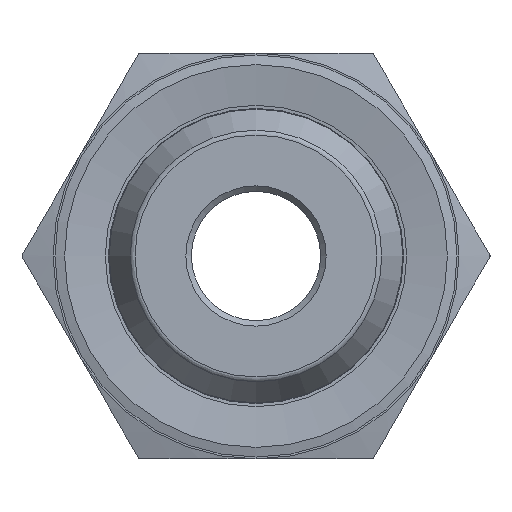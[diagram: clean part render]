
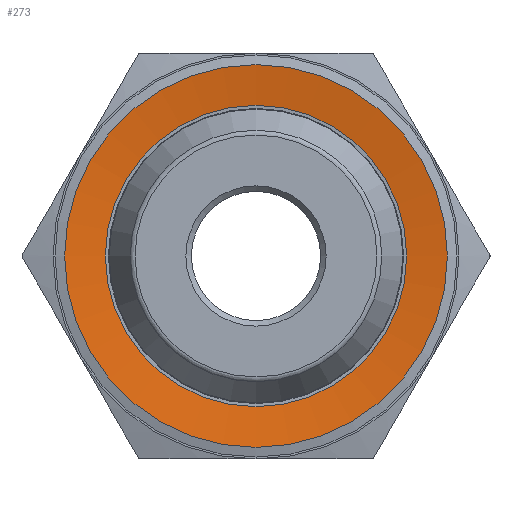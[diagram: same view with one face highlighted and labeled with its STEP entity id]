
A CAD part, left-side view. The second image highlights one B-rep face of the part: STEP entity #273.
In plain terms, the highlighted conical face has half-angle 82 degrees and reference radius 10.375 mm.
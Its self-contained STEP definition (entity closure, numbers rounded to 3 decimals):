
#109=CONICAL_SURFACE('',#888,10.375,82.);
#141=FACE_BOUND('',#377,.T.);
#142=FACE_BOUND('',#378,.T.);
#207=CIRCLE('',#885,8.167);
#208=CIRCLE('',#887,10.375);
#273=ADVANCED_FACE('',(#141,#142),#109,.F.);
#377=EDGE_LOOP('',(#555));
#378=EDGE_LOOP('',(#556));
#555=ORIENTED_EDGE('',*,*,#797,.T.);
#556=ORIENTED_EDGE('',*,*,#798,.F.);
#715=VERTEX_POINT('',#1524);
#716=VERTEX_POINT('',#1527);
#797=EDGE_CURVE('',#715,#715,#207,.T.);
#798=EDGE_CURVE('',#716,#716,#208,.T.);
#885=AXIS2_PLACEMENT_3D('',#1523,#1029,#1030);
#887=AXIS2_PLACEMENT_3D('',#1526,#1033,#1034);
#888=AXIS2_PLACEMENT_3D('',#1528,#1035,#1036);
#1029=DIRECTION('',(1.,0.,0.));
#1030=DIRECTION('',(0.,0.,1.));
#1033=DIRECTION('',(1.,0.,0.));
#1034=DIRECTION('',(0.,0.,1.));
#1035=DIRECTION('',(-1.,0.,0.));
#1036=DIRECTION('',(0.,0.,1.));
#1523=CARTESIAN_POINT('',(12.31,0.,0.));
#1524=CARTESIAN_POINT('',(12.31,0.,8.167));
#1526=CARTESIAN_POINT('',(12.,0.,0.));
#1527=CARTESIAN_POINT('',(12.,0.,10.375));
#1528=CARTESIAN_POINT('',(12.,0.,0.));
